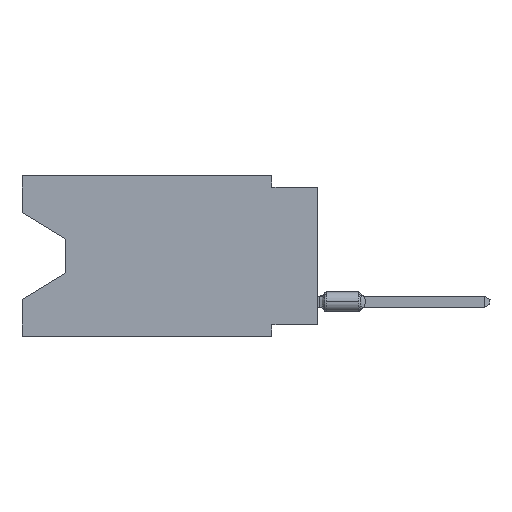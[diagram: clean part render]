
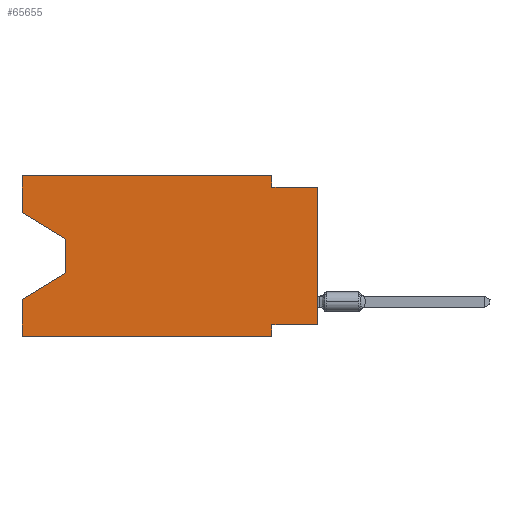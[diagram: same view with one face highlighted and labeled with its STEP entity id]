
A CAD part, left-side view. The second image highlights one B-rep face of the part: STEP entity #65655.
In plain terms, the highlighted planar face has unit normal (-1, 0, 0).
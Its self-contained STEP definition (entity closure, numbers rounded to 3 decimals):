
#22 = LINE ( 'NONE', #91750, #83432 ) ;
#1284 = ORIENTED_EDGE ( 'NONE', *, *, #91646, .F. ) ;
#2402 = VERTEX_POINT ( 'NONE', #66976 ) ;
#3844 = EDGE_CURVE ( 'NONE', #112286, #18735, #91109, .T. ) ;
#4319 = ORIENTED_EDGE ( 'NONE', *, *, #106146, .F. ) ;
#4485 = DIRECTION ( 'NONE',  ( 0., 0., -1. ) ) ;
#5695 = CARTESIAN_POINT ( 'NONE',  ( 0., 16.383, -8.89 ) ) ;
#6150 = EDGE_CURVE ( 'NONE', #24256, #25587, #51992, .T. ) ;
#6767 = VERTEX_POINT ( 'NONE', #48637 ) ;
#7647 = PLANE ( 'NONE',  #117761 ) ;
#7693 = VECTOR ( 'NONE', #52422, 1000. ) ;
#8191 = CARTESIAN_POINT ( 'NONE',  ( 0., 0., -0.635 ) ) ;
#8897 = VERTEX_POINT ( 'NONE', #83641 ) ;
#9453 = CARTESIAN_POINT ( 'NONE',  ( 0., 16.383, 0. ) ) ;
#9513 = ORIENTED_EDGE ( 'NONE', *, *, #95080, .T. ) ;
#10683 = VECTOR ( 'NONE', #16242, 1000. ) ;
#10744 = VECTOR ( 'NONE', #60885, 1000. ) ;
#14684 = DIRECTION ( 'NONE',  ( 0., 0., -1. ) ) ;
#14785 = EDGE_CURVE ( 'NONE', #112286, #25587, #87252, .T. ) ;
#16242 = DIRECTION ( 'NONE',  ( 0., 0., -1. ) ) ;
#18735 = VERTEX_POINT ( 'NONE', #103096 ) ;
#19836 = ORIENTED_EDGE ( 'NONE', *, *, #93296, .T. ) ;
#20257 = LINE ( 'NONE', #45917, #69500 ) ;
#20874 = VECTOR ( 'NONE', #33576, 1000. ) ;
#23388 = CARTESIAN_POINT ( 'NONE',  ( 0., 16.383, -2.038 ) ) ;
#23555 = DIRECTION ( 'NONE',  ( 0., 0., 1. ) ) ;
#24256 = VERTEX_POINT ( 'NONE', #46082 ) ;
#25587 = VERTEX_POINT ( 'NONE', #83069 ) ;
#25757 = ORIENTED_EDGE ( 'NONE', *, *, #41427, .F. ) ;
#26760 = CARTESIAN_POINT ( 'NONE',  ( 0., 0., -0.635 ) ) ;
#29533 = CARTESIAN_POINT ( 'NONE',  ( 0., 2.54, 0. ) ) ;
#33576 = DIRECTION ( 'NONE',  ( 0., -1., 0. ) ) ;
#38858 = VERTEX_POINT ( 'NONE', #59526 ) ;
#41427 = EDGE_CURVE ( 'NONE', #79905, #8897, #78192, .T. ) ;
#43978 = DIRECTION ( 'NONE',  ( 1., 0., 0. ) ) ;
#44106 = DIRECTION ( 'NONE',  ( 0., 0.855, -0.519 ) ) ;
#45917 = CARTESIAN_POINT ( 'NONE',  ( 0., 0., -8.255 ) ) ;
#46082 = CARTESIAN_POINT ( 'NONE',  ( 0., 2.54, -8.255 ) ) ;
#46829 = ORIENTED_EDGE ( 'NONE', *, *, #6150, .F. ) ;
#48624 = LINE ( 'NONE', #50380, #116854 ) ;
#48637 = CARTESIAN_POINT ( 'NONE',  ( 0., 2.54, 0. ) ) ;
#50380 = CARTESIAN_POINT ( 'NONE',  ( 0., 0., 0. ) ) ;
#51992 = LINE ( 'NONE', #72248, #10683 ) ;
#52422 = DIRECTION ( 'NONE',  ( 0., -1., 0. ) ) ;
#53356 = CARTESIAN_POINT ( 'NONE',  ( 0., 2.54, -0.635 ) ) ;
#54288 = ORIENTED_EDGE ( 'NONE', *, *, #14785, .T. ) ;
#55542 = CARTESIAN_POINT ( 'NONE',  ( 0., 16.383, -2.038 ) ) ;
#57719 = ORIENTED_EDGE ( 'NONE', *, *, #63143, .T. ) ;
#59501 = VECTOR ( 'NONE', #4485, 1000. ) ;
#59526 = CARTESIAN_POINT ( 'NONE',  ( 0., 13.97, -5.385 ) ) ;
#60885 = DIRECTION ( 'NONE',  ( 0., 0., 1. ) ) ;
#61276 = DIRECTION ( 'NONE',  ( 0., 0., -1. ) ) ;
#61918 = DIRECTION ( 'NONE',  ( 0., -1., 0. ) ) ;
#62751 = ORIENTED_EDGE ( 'NONE', *, *, #3844, .F. ) ;
#63143 = EDGE_CURVE ( 'NONE', #2402, #38858, #114208, .T. ) ;
#65655 = ADVANCED_FACE ( 'NONE', ( #99389 ), #7647, .F. ) ;
#66976 = CARTESIAN_POINT ( 'NONE',  ( 0., 13.97, -3.505 ) ) ;
#69500 = VECTOR ( 'NONE', #111452, 1000. ) ;
#71465 = CARTESIAN_POINT ( 'NONE',  ( 0., 16.383, 0. ) ) ;
#72060 = DIRECTION ( 'NONE',  ( 0., 0., 1. ) ) ;
#72248 = CARTESIAN_POINT ( 'NONE',  ( 0., 2.54, -8.89 ) ) ;
#76265 = VECTOR ( 'NONE', #14684, 1000. ) ;
#78192 = LINE ( 'NONE', #88903, #10744 ) ;
#79905 = VERTEX_POINT ( 'NONE', #55542 ) ;
#83069 = CARTESIAN_POINT ( 'NONE',  ( 0., 2.54, -8.89 ) ) ;
#83432 = VECTOR ( 'NONE', #44106, 1000. ) ;
#83641 = CARTESIAN_POINT ( 'NONE',  ( 0., 16.383, 0. ) ) ;
#83748 = CARTESIAN_POINT ( 'NONE',  ( 0., 0., -8.255 ) ) ;
#86588 = LINE ( 'NONE', #23388, #117297 ) ;
#87252 = LINE ( 'NONE', #88430, #20874 ) ;
#88430 = CARTESIAN_POINT ( 'NONE',  ( 0., 16.383, -8.89 ) ) ;
#88616 = ORIENTED_EDGE ( 'NONE', *, *, #107394, .T. ) ;
#88903 = CARTESIAN_POINT ( 'NONE',  ( 0., 16.383, 0. ) ) ;
#90462 = CARTESIAN_POINT ( 'NONE',  ( 0., 16.383, 0. ) ) ;
#91109 = LINE ( 'NONE', #9453, #94046 ) ;
#91354 = EDGE_CURVE ( 'NONE', #92364, #24256, #20257, .T. ) ;
#91646 = EDGE_CURVE ( 'NONE', #8897, #6767, #114985, .T. ) ;
#91750 = CARTESIAN_POINT ( 'NONE',  ( 0., 13.97, -5.385 ) ) ;
#92364 = VERTEX_POINT ( 'NONE', #83748 ) ;
#93296 = EDGE_CURVE ( 'NONE', #79905, #2402, #86588, .T. ) ;
#94046 = VECTOR ( 'NONE', #72060, 1000. ) ;
#95080 = EDGE_CURVE ( 'NONE', #38858, #18735, #22, .T. ) ;
#96341 = CARTESIAN_POINT ( 'NONE',  ( 0., 13.97, -3.505 ) ) ;
#99374 = EDGE_CURVE ( 'NONE', #103889, #104432, #108424, .T. ) ;
#99389 = FACE_OUTER_BOUND ( 'NONE', #108920, .T. ) ;
#102157 = ORIENTED_EDGE ( 'NONE', *, *, #99374, .F. ) ;
#103096 = CARTESIAN_POINT ( 'NONE',  ( 0., 16.383, -6.852 ) ) ;
#103374 = ORIENTED_EDGE ( 'NONE', *, *, #91354, .F. ) ;
#103424 = LINE ( 'NONE', #29533, #59501 ) ;
#103889 = VERTEX_POINT ( 'NONE', #53356 ) ;
#104432 = VERTEX_POINT ( 'NONE', #8191 ) ;
#106146 = EDGE_CURVE ( 'NONE', #6767, #103889, #103424, .T. ) ;
#107394 = EDGE_CURVE ( 'NONE', #92364, #104432, #48624, .T. ) ;
#108424 = LINE ( 'NONE', #26760, #7693 ) ;
#108920 = EDGE_LOOP ( 'NONE', ( #19836, #57719, #9513, #62751, #54288, #46829, #103374, #88616, #102157, #4319, #1284, #25757 ) ) ;
#111332 = VECTOR ( 'NONE', #61918, 1000. ) ;
#111452 = DIRECTION ( 'NONE',  ( 0., 1., 0. ) ) ;
#112286 = VERTEX_POINT ( 'NONE', #5695 ) ;
#113996 = DIRECTION ( 'NONE',  ( 0., -0.855, -0.519 ) ) ;
#114208 = LINE ( 'NONE', #96341, #76265 ) ;
#114985 = LINE ( 'NONE', #71465, #111332 ) ;
#116854 = VECTOR ( 'NONE', #23555, 1000. ) ;
#117297 = VECTOR ( 'NONE', #113996, 1000. ) ;
#117761 = AXIS2_PLACEMENT_3D ( 'NONE', #90462, #43978, #61276 ) ;
